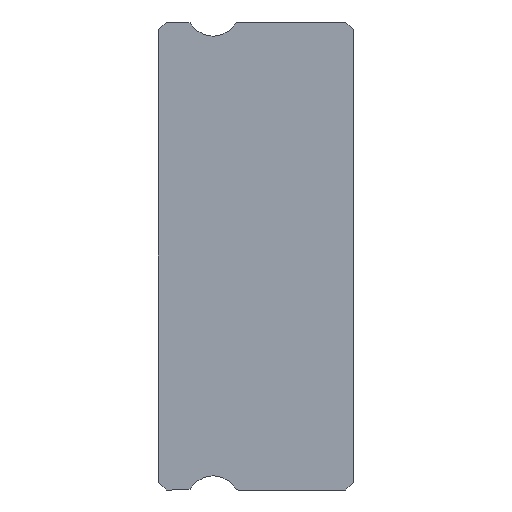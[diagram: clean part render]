
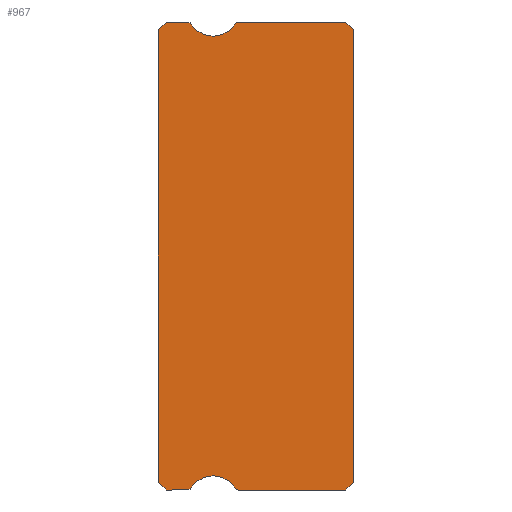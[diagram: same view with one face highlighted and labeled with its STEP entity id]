
A CAD part, left-side view. The second image highlights one B-rep face of the part: STEP entity #967.
In plain terms, the highlighted planar face has unit normal (-1, 0, 0).
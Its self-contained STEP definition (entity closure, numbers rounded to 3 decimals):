
#48 = CARTESIAN_POINT ( 'NONE',  ( -10., 5.4, 8.45 ) ) ;
#67 = EDGE_CURVE ( 'NONE', #4664, #3876, #1499, .T. ) ;
#82 = CIRCLE ( 'NONE', #604, 1. ) ;
#114 = VECTOR ( 'NONE', #1873, 1000. ) ;
#192 = CARTESIAN_POINT ( 'NONE',  ( -10., 7.5, -8.7 ) ) ;
#211 = ORIENTED_EDGE ( 'NONE', *, *, #3763, .T. ) ;
#242 = ORIENTED_EDGE ( 'NONE', *, *, #4829, .F. ) ;
#250 = VECTOR ( 'NONE', #2518, 1000. ) ;
#268 = CARTESIAN_POINT ( 'NONE',  ( -10., 6.381, -8.85 ) ) ;
#276 = VECTOR ( 'NONE', #4433, 1000. ) ;
#359 = DIRECTION ( 'NONE',  ( 0., 0., -1. ) ) ;
#394 = EDGE_CURVE ( 'NONE', #4201, #4508, #3123, .T. ) ;
#437 = CARTESIAN_POINT ( 'NONE',  ( -10., 7.5, 8.85 ) ) ;
#476 = DIRECTION ( 'NONE',  ( 0., 0., -1. ) ) ;
#518 = DIRECTION ( 'NONE',  ( 0., 0., -1. ) ) ;
#598 = CIRCLE ( 'NONE', #3260, 1. ) ;
#604 = AXIS2_PLACEMENT_3D ( 'NONE', #770, #4736, #722 ) ;
#614 = CARTESIAN_POINT ( 'NONE',  ( -10., 7.5, 8.7 ) ) ;
#649 = LINE ( 'NONE', #3459, #3415 ) ;
#717 = VERTEX_POINT ( 'NONE', #48 ) ;
#722 = DIRECTION ( 'NONE',  ( 0., 0., -1. ) ) ;
#764 = ORIENTED_EDGE ( 'NONE', *, *, #3523, .F. ) ;
#770 = CARTESIAN_POINT ( 'NONE',  ( -10., 5.4, 9.45 ) ) ;
#819 = DIRECTION ( 'NONE',  ( 0., -1., 0. ) ) ;
#901 = LINE ( 'NONE', #437, #4882 ) ;
#923 = VECTOR ( 'NONE', #4234, 1000. ) ;
#962 = DIRECTION ( 'NONE',  ( 1., 0., 0. ) ) ;
#967 = ADVANCED_FACE ( 'NONE', ( #2920 ), #2567, .F. ) ;
#1054 = DIRECTION ( 'NONE',  ( 0., 0., -1. ) ) ;
#1083 = ORIENTED_EDGE ( 'NONE', *, *, #4971, .F. ) ;
#1090 = CARTESIAN_POINT ( 'NONE',  ( -10., 6.381, -9. ) ) ;
#1122 = CIRCLE ( 'NONE', #1804, 0.15 ) ;
#1155 = ORIENTED_EDGE ( 'NONE', *, *, #1779, .F. ) ;
#1230 = DIRECTION ( 'NONE',  ( -1., 0., 0. ) ) ;
#1245 = VERTEX_POINT ( 'NONE', #3663 ) ;
#1289 = CARTESIAN_POINT ( 'NONE',  ( -10., 6.381, 9. ) ) ;
#1355 = CARTESIAN_POINT ( 'NONE',  ( -10., 6.253, -8.928 ) ) ;
#1362 = EDGE_CURVE ( 'NONE', #4508, #3705, #1122, .T. ) ;
#1457 = CARTESIAN_POINT ( 'NONE',  ( -10., 4.419, 8.85 ) ) ;
#1499 = LINE ( 'NONE', #2693, #2203 ) ;
#1531 = ORIENTED_EDGE ( 'NONE', *, *, #4755, .F. ) ;
#1583 = DIRECTION ( 'NONE',  ( -1., 0., 0. ) ) ;
#1609 = ORIENTED_EDGE ( 'NONE', *, *, #2969, .T. ) ;
#1618 = CARTESIAN_POINT ( 'NONE',  ( -10., 6.381, -9. ) ) ;
#1649 = EDGE_CURVE ( 'NONE', #2295, #4612, #1750, .T. ) ;
#1687 = AXIS2_PLACEMENT_3D ( 'NONE', #2298, #3425, #4996 ) ;
#1694 = VECTOR ( 'NONE', #3258, 1000. ) ;
#1713 = ORIENTED_EDGE ( 'NONE', *, *, #3133, .F. ) ;
#1716 = CARTESIAN_POINT ( 'NONE',  ( -10., 4.419, -8.85 ) ) ;
#1750 = LINE ( 'NONE', #2859, #276 ) ;
#1779 = EDGE_CURVE ( 'NONE', #4213, #4612, #4140, .T. ) ;
#1804 = AXIS2_PLACEMENT_3D ( 'NONE', #268, #4147, #1054 ) ;
#1847 = CARTESIAN_POINT ( 'NONE',  ( -10., 0.3, 9. ) ) ;
#1873 = DIRECTION ( 'NONE',  ( 0., -0.707, -0.707 ) ) ;
#1949 = CIRCLE ( 'NONE', #1687, 0.15 ) ;
#1970 = DIRECTION ( 'NONE',  ( 0., 0.707, -0.707 ) ) ;
#1971 = ORIENTED_EDGE ( 'NONE', *, *, #3643, .F. ) ;
#1994 = VERTEX_POINT ( 'NONE', #3247 ) ;
#2197 = CIRCLE ( 'NONE', #4245, 0.15 ) ;
#2203 = VECTOR ( 'NONE', #1970, 1000. ) ;
#2247 = CARTESIAN_POINT ( 'NONE',  ( -10., 7.2, -9. ) ) ;
#2269 = CARTESIAN_POINT ( 'NONE',  ( -10., 7.2, 9. ) ) ;
#2284 = DIRECTION ( 'NONE',  ( 0., 1., 0. ) ) ;
#2295 = VERTEX_POINT ( 'NONE', #5144 ) ;
#2298 = CARTESIAN_POINT ( 'NONE',  ( -10., 6.381, 8.85 ) ) ;
#2308 = CARTESIAN_POINT ( 'NONE',  ( -10., 4.419, -9. ) ) ;
#2344 = VECTOR ( 'NONE', #2284, 1000. ) ;
#2377 = CARTESIAN_POINT ( 'NONE',  ( -10., 0.3, 9. ) ) ;
#2437 = DIRECTION ( 'NONE',  ( 0., 0., 1. ) ) ;
#2518 = DIRECTION ( 'NONE',  ( 0., -1., 0. ) ) ;
#2567 = PLANE ( 'NONE',  #3362 ) ;
#2631 = ORIENTED_EDGE ( 'NONE', *, *, #4058, .F. ) ;
#2662 = CARTESIAN_POINT ( 'NONE',  ( -10., 0., -8.7 ) ) ;
#2693 = CARTESIAN_POINT ( 'NONE',  ( -10., 7.5, 8.7 ) ) ;
#2710 = CARTESIAN_POINT ( 'NONE',  ( -10., 6.381, 9. ) ) ;
#2848 = VERTEX_POINT ( 'NONE', #4722 ) ;
#2859 = CARTESIAN_POINT ( 'NONE',  ( -10., 0., 8.7 ) ) ;
#2920 = FACE_OUTER_BOUND ( 'NONE', #3131, .T. ) ;
#2969 = EDGE_CURVE ( 'NONE', #4293, #4664, #4085, .T. ) ;
#2995 = ORIENTED_EDGE ( 'NONE', *, *, #394, .F. ) ;
#3061 = EDGE_CURVE ( 'NONE', #3603, #4543, #649, .T. ) ;
#3066 = LINE ( 'NONE', #2662, #923 ) ;
#3084 = AXIS2_PLACEMENT_3D ( 'NONE', #1457, #3957, #359 ) ;
#3123 = CIRCLE ( 'NONE', #4279, 1. ) ;
#3131 = EDGE_LOOP ( 'NONE', ( #2631, #4320, #211, #4304, #2995, #3354, #1083, #1713, #4840, #1155, #242, #1531, #1971, #4790, #764, #1609, #4671 ) ) ;
#3133 = EDGE_CURVE ( 'NONE', #2295, #5077, #3066, .T. ) ;
#3161 = CARTESIAN_POINT ( 'NONE',  ( -10., 6.381, -9. ) ) ;
#3171 = CARTESIAN_POINT ( 'NONE',  ( -10., 5.4, 9.45 ) ) ;
#3197 = DIRECTION ( 'NONE',  ( 0., 0., -1. ) ) ;
#3200 = VERTEX_POINT ( 'NONE', #2308 ) ;
#3215 = LINE ( 'NONE', #1618, #4579 ) ;
#3247 = CARTESIAN_POINT ( 'NONE',  ( -10., 4.547, 8.928 ) ) ;
#3258 = DIRECTION ( 'NONE',  ( 0., 1., 0. ) ) ;
#3260 = AXIS2_PLACEMENT_3D ( 'NONE', #3171, #1230, #3197 ) ;
#3264 = EDGE_CURVE ( 'NONE', #2848, #717, #598, .T. ) ;
#3287 = DIRECTION ( 'NONE',  ( 0., 0., -1. ) ) ;
#3354 = ORIENTED_EDGE ( 'NONE', *, *, #4862, .F. ) ;
#3362 = AXIS2_PLACEMENT_3D ( 'NONE', #4084, #4521, #518 ) ;
#3415 = VECTOR ( 'NONE', #5050, 1000. ) ;
#3425 = DIRECTION ( 'NONE',  ( 1., 0., 0. ) ) ;
#3459 = CARTESIAN_POINT ( 'NONE',  ( -10., 7.2, -9. ) ) ;
#3523 = EDGE_CURVE ( 'NONE', #4293, #2848, #1949, .T. ) ;
#3603 = VERTEX_POINT ( 'NONE', #192 ) ;
#3643 = EDGE_CURVE ( 'NONE', #717, #1994, #82, .T. ) ;
#3663 = CARTESIAN_POINT ( 'NONE',  ( -10., 4.419, 9. ) ) ;
#3705 = VERTEX_POINT ( 'NONE', #3161 ) ;
#3763 = EDGE_CURVE ( 'NONE', #4543, #3705, #3215, .T. ) ;
#3876 = VERTEX_POINT ( 'NONE', #614 ) ;
#3926 = CARTESIAN_POINT ( 'NONE',  ( -10., 0.3, -9. ) ) ;
#3957 = DIRECTION ( 'NONE',  ( 1., 0., 0. ) ) ;
#4058 = EDGE_CURVE ( 'NONE', #3603, #3876, #901, .T. ) ;
#4084 = CARTESIAN_POINT ( 'NONE',  ( -10., 6.381, 8.85 ) ) ;
#4085 = LINE ( 'NONE', #4452, #1694 ) ;
#4140 = LINE ( 'NONE', #1847, #114 ) ;
#4147 = DIRECTION ( 'NONE',  ( 1., 0., 0. ) ) ;
#4201 = VERTEX_POINT ( 'NONE', #4948 ) ;
#4213 = VERTEX_POINT ( 'NONE', #2377 ) ;
#4234 = DIRECTION ( 'NONE',  ( 0., 0.707, -0.707 ) ) ;
#4245 = AXIS2_PLACEMENT_3D ( 'NONE', #1716, #962, #3287 ) ;
#4279 = AXIS2_PLACEMENT_3D ( 'NONE', #5141, #1583, #476 ) ;
#4293 = VERTEX_POINT ( 'NONE', #2710 ) ;
#4304 = ORIENTED_EDGE ( 'NONE', *, *, #1362, .F. ) ;
#4320 = ORIENTED_EDGE ( 'NONE', *, *, #3061, .T. ) ;
#4433 = DIRECTION ( 'NONE',  ( 0., 0., 1. ) ) ;
#4452 = CARTESIAN_POINT ( 'NONE',  ( -10., 7.2, 9. ) ) ;
#4455 = LINE ( 'NONE', #1289, #250 ) ;
#4508 = VERTEX_POINT ( 'NONE', #1355 ) ;
#4521 = DIRECTION ( 'NONE',  ( 1., 0., 0. ) ) ;
#4543 = VERTEX_POINT ( 'NONE', #2247 ) ;
#4579 = VECTOR ( 'NONE', #819, 1000. ) ;
#4612 = VERTEX_POINT ( 'NONE', #4993 ) ;
#4651 = CIRCLE ( 'NONE', #3084, 0.15 ) ;
#4664 = VERTEX_POINT ( 'NONE', #2269 ) ;
#4671 = ORIENTED_EDGE ( 'NONE', *, *, #67, .T. ) ;
#4722 = CARTESIAN_POINT ( 'NONE',  ( -10., 6.253, 8.928 ) ) ;
#4736 = DIRECTION ( 'NONE',  ( -1., 0., 0. ) ) ;
#4755 = EDGE_CURVE ( 'NONE', #1994, #1245, #4651, .T. ) ;
#4790 = ORIENTED_EDGE ( 'NONE', *, *, #3264, .F. ) ;
#4829 = EDGE_CURVE ( 'NONE', #1245, #4213, #4455, .T. ) ;
#4840 = ORIENTED_EDGE ( 'NONE', *, *, #1649, .T. ) ;
#4862 = EDGE_CURVE ( 'NONE', #3200, #4201, #2197, .T. ) ;
#4882 = VECTOR ( 'NONE', #2437, 1000. ) ;
#4948 = CARTESIAN_POINT ( 'NONE',  ( -10., 4.547, -8.928 ) ) ;
#4954 = LINE ( 'NONE', #1090, #2344 ) ;
#4971 = EDGE_CURVE ( 'NONE', #5077, #3200, #4954, .T. ) ;
#4993 = CARTESIAN_POINT ( 'NONE',  ( -10., 0., 8.7 ) ) ;
#4996 = DIRECTION ( 'NONE',  ( 0., 0., -1. ) ) ;
#5050 = DIRECTION ( 'NONE',  ( 0., -0.707, -0.707 ) ) ;
#5077 = VERTEX_POINT ( 'NONE', #3926 ) ;
#5141 = CARTESIAN_POINT ( 'NONE',  ( -10., 5.4, -9.45 ) ) ;
#5144 = CARTESIAN_POINT ( 'NONE',  ( -10., 0., -8.7 ) ) ;
